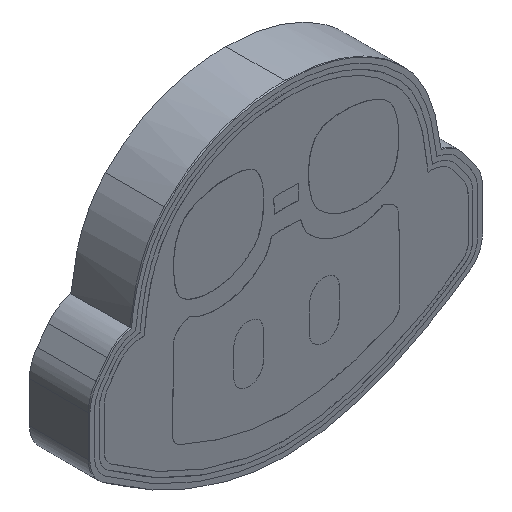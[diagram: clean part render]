
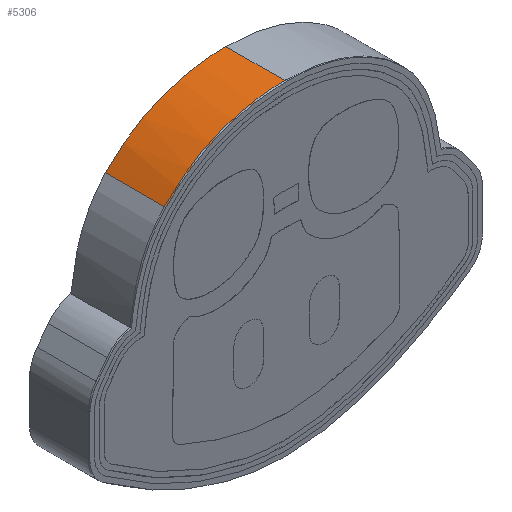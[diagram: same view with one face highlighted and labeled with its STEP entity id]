
A CAD part, isometric view. The second image highlights one B-rep face of the part: STEP entity #5306.
In plain terms, the highlighted free-form (B-spline) face has degree [3, 1] with [10, 2] control points.
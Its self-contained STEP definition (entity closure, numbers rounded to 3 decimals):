
#610=FACE_OUTER_BOUND('',#912,.T.);
#912=EDGE_LOOP('',(#3795,#3796,#3797,#3798));
#1253=LINE('',#7503,#1639);
#1254=LINE('',#7535,#1640);
#1639=VECTOR('',#5820,10.);
#1640=VECTOR('',#5821,10.);
#1994=B_SPLINE_CURVE_WITH_KNOTS('',3,(#7235,#7236,#7237,#7238,#7239,#7240,
#7241,#7242,#7243,#7244),.UNSPECIFIED.,.F.,.F.,(4,3,3,4),(0.,0.5,0.892,
1.),.UNSPECIFIED.);
#2005=B_SPLINE_CURVE_WITH_KNOTS('',3,(#7525,#7526,#7527,#7528,#7529,#7530,
#7531,#7532,#7533,#7534),.UNSPECIFIED.,.F.,.F.,(4,3,3,4),(-1.,
-0.892,-0.5,0.),.UNSPECIFIED.);
#2224=VERTEX_POINT('',#7223);
#2225=VERTEX_POINT('',#7234);
#2237=VERTEX_POINT('',#7492);
#2238=VERTEX_POINT('',#7524);
#2817=EDGE_CURVE('',#2224,#2225,#1994,.T.);
#2841=EDGE_CURVE('',#2224,#2237,#1253,.T.);
#2842=EDGE_CURVE('',#2238,#2237,#2005,.T.);
#2843=EDGE_CURVE('',#2225,#2238,#1254,.T.);
#3795=ORIENTED_EDGE('',*,*,#2841,.T.);
#3796=ORIENTED_EDGE('',*,*,#2842,.F.);
#3797=ORIENTED_EDGE('',*,*,#2843,.F.);
#3798=ORIENTED_EDGE('',*,*,#2817,.F.);
#5190=B_SPLINE_SURFACE_WITH_KNOTS('',3,1,((#7504,#7505),(#7506,#7507),(#7508,
#7509),(#7510,#7511),(#7512,#7513),(#7514,#7515),(#7516,#7517),(#7518,#7519),
(#7520,#7521),(#7522,#7523)),.UNSPECIFIED.,.F.,.F.,.F.,(4,3,3,4),(2,2),
(-1.,-0.892,-0.5,0.),(-3.6,0.2),
 .UNSPECIFIED.);
#5306=ADVANCED_FACE('',(#610),#5190,.T.);
#5820=DIRECTION('',(0.,1.,0.));
#5821=DIRECTION('',(0.,1.,0.));
#7223=CARTESIAN_POINT('',(125.175,0.,-9.345));
#7234=CARTESIAN_POINT('',(49.543,0.,-40.199));
#7235=CARTESIAN_POINT('Ctrl Pts',(125.175,0.,-9.345));
#7236=CARTESIAN_POINT('Ctrl Pts',(118.007,0.,-9.345));
#7237=CARTESIAN_POINT('Ctrl Pts',(105.873,0.,-10.026));
#7238=CARTESIAN_POINT('Ctrl Pts',(92.095,0.,-14.202));
#7239=CARTESIAN_POINT('Ctrl Pts',(81.293,0.,-17.477));
#7240=CARTESIAN_POINT('Ctrl Pts',(69.449,0.,-22.931));
#7241=CARTESIAN_POINT('Ctrl Pts',(58.418,0.,-31.937));
#7242=CARTESIAN_POINT('Ctrl Pts',(55.382,0.,-34.416));
#7243=CARTESIAN_POINT('Ctrl Pts',(52.409,0.,-37.163));
#7244=CARTESIAN_POINT('Ctrl Pts',(49.543,0.,-40.199));
#7492=CARTESIAN_POINT('',(125.175,38.,-9.345));
#7503=CARTESIAN_POINT('',(125.175,36.,-9.345));
#7504=CARTESIAN_POINT('Ctrl Pts',(49.543,0.,-40.199));
#7505=CARTESIAN_POINT('Ctrl Pts',(49.543,38.,-40.199));
#7506=CARTESIAN_POINT('Ctrl Pts',(52.409,0.,-37.163));
#7507=CARTESIAN_POINT('Ctrl Pts',(52.409,38.,-37.163));
#7508=CARTESIAN_POINT('Ctrl Pts',(55.382,0.,-34.416));
#7509=CARTESIAN_POINT('Ctrl Pts',(55.382,38.,-34.416));
#7510=CARTESIAN_POINT('Ctrl Pts',(58.418,0.,-31.937));
#7511=CARTESIAN_POINT('Ctrl Pts',(58.418,38.,-31.937));
#7512=CARTESIAN_POINT('Ctrl Pts',(69.449,0.,-22.931));
#7513=CARTESIAN_POINT('Ctrl Pts',(69.449,38.,-22.931));
#7514=CARTESIAN_POINT('Ctrl Pts',(81.293,0.,-17.477));
#7515=CARTESIAN_POINT('Ctrl Pts',(81.293,38.,-17.477));
#7516=CARTESIAN_POINT('Ctrl Pts',(92.095,0.,-14.202));
#7517=CARTESIAN_POINT('Ctrl Pts',(92.095,38.,-14.202));
#7518=CARTESIAN_POINT('Ctrl Pts',(105.873,0.,-10.026));
#7519=CARTESIAN_POINT('Ctrl Pts',(105.873,38.,-10.026));
#7520=CARTESIAN_POINT('Ctrl Pts',(118.007,0.,-9.345));
#7521=CARTESIAN_POINT('Ctrl Pts',(118.007,38.,-9.345));
#7522=CARTESIAN_POINT('Ctrl Pts',(125.175,0.,-9.345));
#7523=CARTESIAN_POINT('Ctrl Pts',(125.175,38.,-9.345));
#7524=CARTESIAN_POINT('',(49.543,38.,-40.199));
#7525=CARTESIAN_POINT('Ctrl Pts',(49.543,38.,-40.199));
#7526=CARTESIAN_POINT('Ctrl Pts',(52.409,38.,-37.163));
#7527=CARTESIAN_POINT('Ctrl Pts',(55.382,38.,-34.416));
#7528=CARTESIAN_POINT('Ctrl Pts',(58.418,38.,-31.937));
#7529=CARTESIAN_POINT('Ctrl Pts',(69.449,38.,-22.931));
#7530=CARTESIAN_POINT('Ctrl Pts',(81.293,38.,-17.477));
#7531=CARTESIAN_POINT('Ctrl Pts',(92.095,38.,-14.202));
#7532=CARTESIAN_POINT('Ctrl Pts',(105.873,38.,-10.026));
#7533=CARTESIAN_POINT('Ctrl Pts',(118.007,38.,-9.345));
#7534=CARTESIAN_POINT('Ctrl Pts',(125.175,38.,-9.345));
#7535=CARTESIAN_POINT('',(49.543,36.,-40.199));
